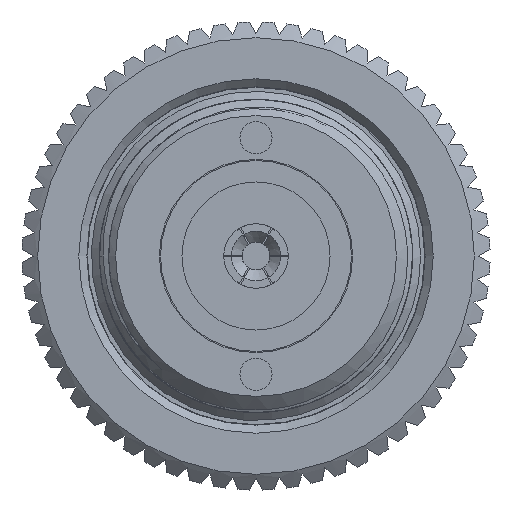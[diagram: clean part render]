
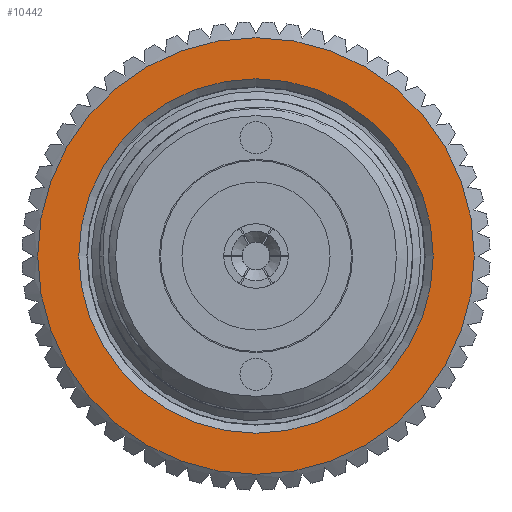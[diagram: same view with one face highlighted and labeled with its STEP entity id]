
A CAD part, left-side view. The second image highlights one B-rep face of the part: STEP entity #10442.
In plain terms, the highlighted planar face has unit normal (-1, 0, 0).
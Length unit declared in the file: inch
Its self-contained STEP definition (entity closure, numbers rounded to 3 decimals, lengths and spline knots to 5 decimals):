
#894 = DIRECTION ( 'NONE',  ( -1., 0., 0. ) ) ;
#1360 = VERTEX_POINT ( 'NONE', #9138 ) ;
#1666 = AXIS2_PLACEMENT_3D ( 'NONE', #3649, #13288, #17229 ) ;
#2066 = EDGE_CURVE ( 'NONE', #1360, #1360, #11537, .T. ) ;
#2541 = ORIENTED_EDGE ( 'NONE', *, *, #2066, .T. ) ;
#3435 = AXIS2_PLACEMENT_3D ( 'NONE', #6454, #894, #9909 ) ;
#3649 = CARTESIAN_POINT ( 'NONE',  ( 0., 0., 0. ) ) ;
#5746 = FACE_OUTER_BOUND ( 'NONE', #10907, .T. ) ;
#6454 = CARTESIAN_POINT ( 'NONE',  ( 0., 0., 0. ) ) ;
#7216 = AXIS2_PLACEMENT_3D ( 'NONE', #7837, #19439, #9796 ) ;
#7541 = CARTESIAN_POINT ( 'NONE',  ( 0., -0.33, 0. ) ) ;
#7837 = CARTESIAN_POINT ( 'NONE',  ( 0., 0., 0. ) ) ;
#9138 = CARTESIAN_POINT ( 'NONE',  ( 0., -0.4065, 0. ) ) ;
#9625 = VERTEX_POINT ( 'NONE', #7541 ) ;
#9796 = DIRECTION ( 'NONE',  ( 0., -1., 0. ) ) ;
#9909 = DIRECTION ( 'NONE',  ( 0., -1., 0. ) ) ;
#10442 = ADVANCED_FACE ( 'NONE', ( #15145, #5746 ), #11186, .F. ) ;
#10540 = CIRCLE ( 'NONE', #3435, 0.33 ) ;
#10907 = EDGE_LOOP ( 'NONE', ( #2541 ) ) ;
#11186 = PLANE ( 'NONE',  #1666 ) ;
#11537 = CIRCLE ( 'NONE', #7216, 0.4065 ) ;
#13288 = DIRECTION ( 'NONE',  ( 1., 0., 0. ) ) ;
#13316 = EDGE_LOOP ( 'NONE', ( #21580 ) ) ;
#15145 = FACE_BOUND ( 'NONE', #13316, .T. ) ;
#17229 = DIRECTION ( 'NONE',  ( 0., 1., 0. ) ) ;
#17317 = EDGE_CURVE ( 'NONE', #9625, #9625, #10540, .T. ) ;
#19439 = DIRECTION ( 'NONE',  ( -1., 0., 0. ) ) ;
#21580 = ORIENTED_EDGE ( 'NONE', *, *, #17317, .F. ) ;
